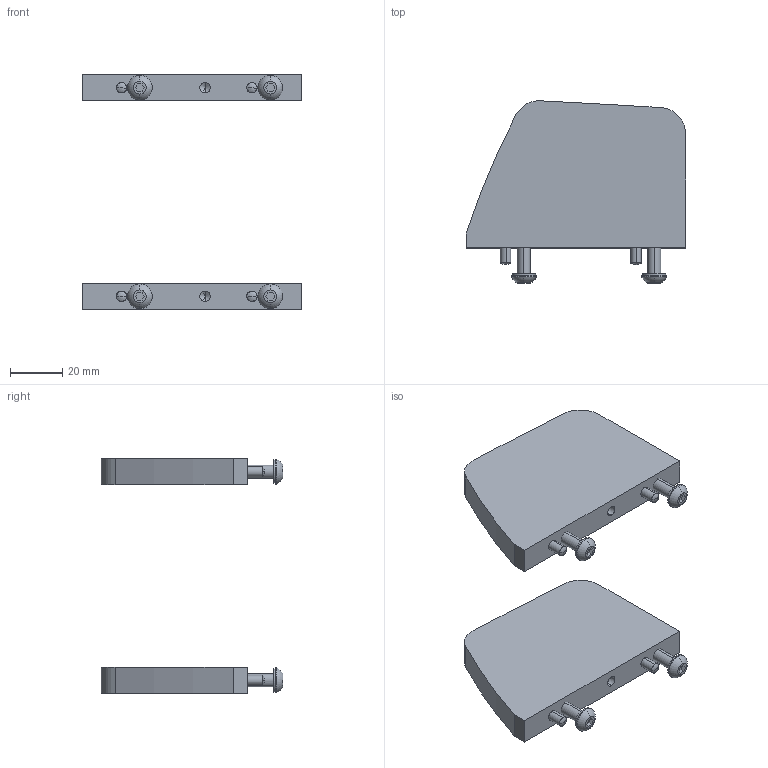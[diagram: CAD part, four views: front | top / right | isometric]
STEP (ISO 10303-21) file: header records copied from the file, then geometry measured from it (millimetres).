
FILE_DESCRIPTION (( 'STEP AP214' ), '1' );
FILE_NAME ('INGUN_41190.STEP', '2024-11-15T13:32:15', ( '' ), ( '' ), 'SwSTEP 2.0', 'SolidWorks 2023', '' );
FILE_SCHEMA (( 'AUTOMOTIVE_DESIGN' ));
Length unit declared in the file: millimetre
Products named in the file (6): INGUN_41190; DIN6325~n_04,0m6x016; 39894~2_KUNDE<S>; SCHNORR~n_05,3 M05; 39893~3_KUNDE<S>; ISO7380~n_M05,0x020
Assembly tree (14 placements, depth 2):
  INGUN_41190
    39893~3_KUNDE<S>
    39894~2_KUNDE<S>
    ISO7380~n_M05,0x020  x4
    DIN6325~n_04,0m6x016  x4
    SCHNORR~n_05,3 M05  x4
Bounding box: 84 x 69.79 x 90 mm (x, y, z)
Volume: 83677.1 mm3; surface area: 26380.5 mm2
Topology: 14 solids, 14 shells, 190 faces, 414 edges, 254 vertices
Faces by surface type: cylinder 68, plane 62, cone 36, sphere 16, torus 8
Entity records: 2707 total; most frequent: DIRECTION 498, CARTESIAN_POINT 420, ORIENTED_EDGE 380, AXIS2_PLACEMENT_3D 200, EDGE_CURVE 190, VERTEX_POINT 122, EDGE_LOOP 106, LINE 98
